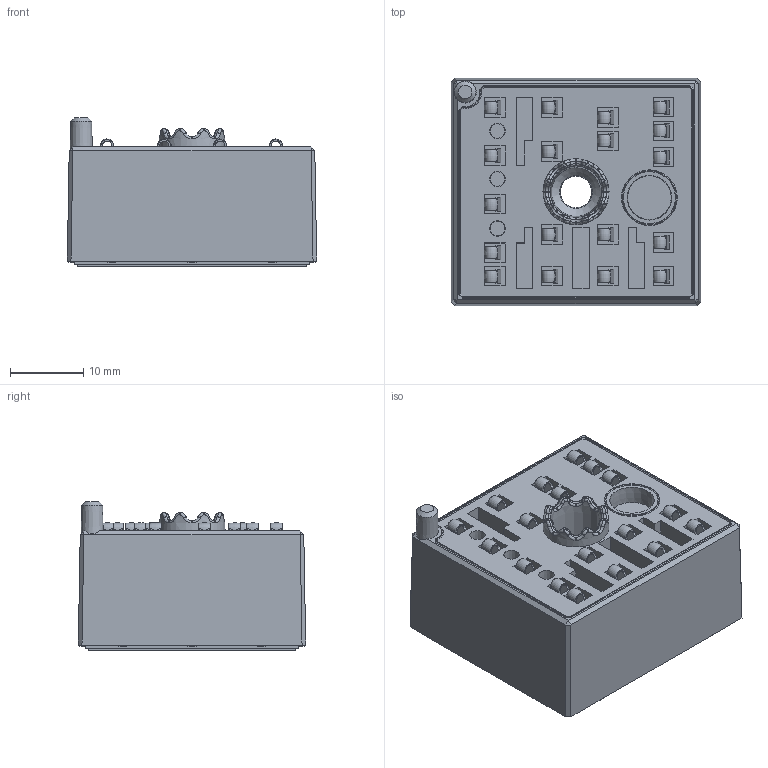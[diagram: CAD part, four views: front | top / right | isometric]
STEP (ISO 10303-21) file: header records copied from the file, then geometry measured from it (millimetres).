
FILE_DESCRIPTION(/* description */ ('Unknown'),/* implementation_level */ '2;1');
FILE_NAME(/* name */ 'MiniSkiiP0-K610(180)-01-OL',/* time_stamp */ '2016-09-13T11:06:07+02:00',/* author */ ('Unknown'),/* organization */ ('Unknown'),/* preprocessor_version */ 'ST-DEVELOPER v16',/* originating_system */ 'DEX',/* authorisation */ $);
FILE_SCHEMA (('AUTOMOTIVE_DESIGN {1 0 10303 214 3 1 1}'));
Length unit declared in the file: millimetre
Products named in the file (1): MiniSkiiP0-K610-01-OL
Bounding box: 33.99 x 30.99 x 20.29 mm (x, y, z)
Volume: 15746.6 mm3; surface area: 6260.9 mm2
Topology: 1 solids, 3 shells, 877 faces, 2350 edges, 1382 vertices
Faces by surface type: plane 502, bspline 232, cylinder 92, torus 39, cone 11, sphere 1
Full cylindrical faces by diameter (mm): 2.5 x1, 3.8 x1, 5 x1, 5.5 x1, 6.2 x1, 6.8 x1, 7.5 x1, 7.8 x1, 8 x1
Entity records: 35919 total; most frequent: CARTESIAN_POINT 10552, ORIENTED_EDGE 4336, DIRECTION 3268, EDGE_CURVE 2168, VERTEX_POINT 1366, LINE 1314, VECTOR 1314, AXIS2_PLACEMENT_3D 977
